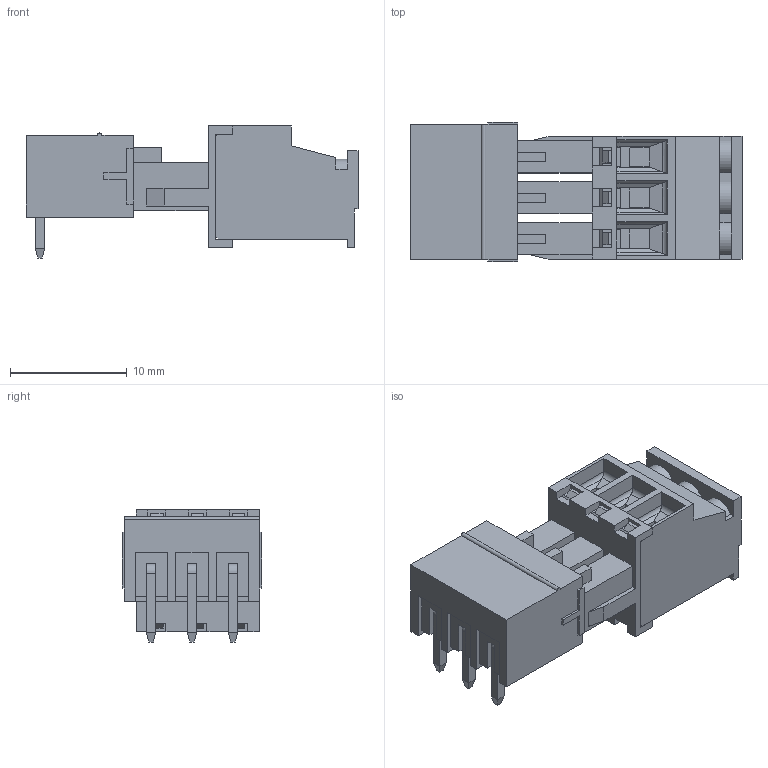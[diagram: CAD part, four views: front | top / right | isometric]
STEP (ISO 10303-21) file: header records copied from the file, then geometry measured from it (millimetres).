
FILE_DESCRIPTION(('FreeCAD Model'),'2;1');
FILE_NAME('Open CASCADE Shape Model','2024-03-17T12:00:45',('Author'),( ''),'Open CASCADE STEP processor 7.6','FreeCAD','Unknown');
FILE_SCHEMA(('AUTOMOTIVE_DESIGN { 1 0 10303 214 1 1 1 1 }'));
Length unit declared in the file: millimetre
Products named in the file (18): Unnamed4; Assem1; 6913221100xx_PIN; 6913221100xx_PIN001; 6913221100xx_PIN002; 691322110003; Assem002; 6913631100xx_Cage; 6913631100xx_Cage001; 6913631100xx_Cage002; 6913631100xx_VIS; 6913631100xx_VIS001; 6913631100xx_VIS002; 6913631100xx; 6913631100xx001; 6913631100xx002; 691367110003; 691367110003_Bas
Assembly tree (17 placements, depth 3):
  Unnamed4
    Assem1
      6913221100xx_PIN
      6913221100xx_PIN001
      6913221100xx_PIN002
      691322110003
    Assem002
      6913631100xx_Cage
      6913631100xx_Cage001
      6913631100xx_Cage002
      6913631100xx_VIS
      6913631100xx_VIS001
      6913631100xx_VIS002
      6913631100xx
      6913631100xx001
      6913631100xx002
      691367110003
      691367110003_Bas
Bounding box: 28.41 x 11.9 x 11.3 mm (x, y, z)
Volume: 1224.8 mm3; surface area: 4475.8 mm2
Topology: 15 solids, 15 shells, 804 faces, 2160 edges, 1384 vertices
Faces by surface type: plane 677, cylinder 112, torus 15
Full cylindrical faces by diameter (mm): 1.5 x3, 1.7 x3, 1.8 x3, 1.9 x6, 2.1 x3, 2.7 x6
Entity records: 25743 total; most frequent: CARTESIAN_POINT 4540, ORIENTED_EDGE 4320, DIRECTION 4013, EDGE_CURVE 2160, LINE 1837, VECTOR 1837, VERTEX_POINT 1384, AXIS2_PLACEMENT_3D 1088
